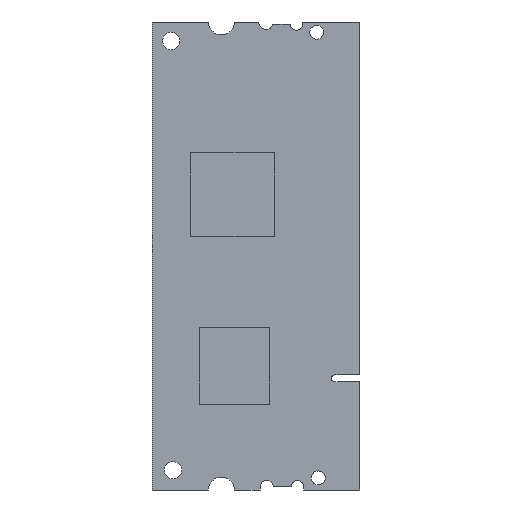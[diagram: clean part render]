
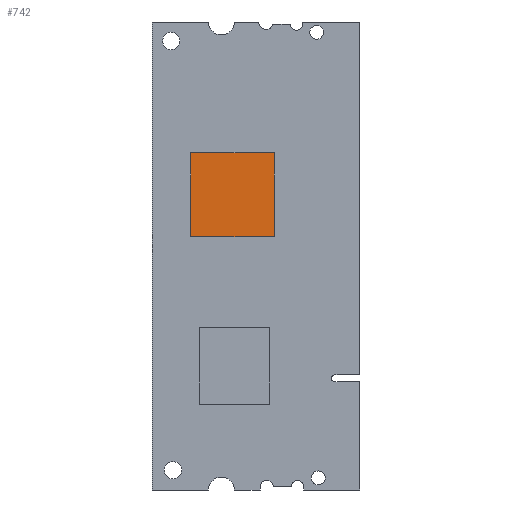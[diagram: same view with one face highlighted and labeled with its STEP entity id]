
A CAD part, left-side view. The second image highlights one B-rep face of the part: STEP entity #742.
In plain terms, the highlighted planar face has unit normal (-1, 0, 0).
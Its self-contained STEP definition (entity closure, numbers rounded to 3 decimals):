
#71=FACE_OUTER_BOUND('',#111,.T.);
#111=EDGE_LOOP('',(#532,#533,#534,#535));
#170=LINE('',#1078,#252);
#173=LINE('',#1084,#255);
#176=LINE('',#1090,#258);
#179=LINE('',#1094,#261);
#252=VECTOR('',#865,12.105);
#255=VECTOR('',#870,12.108);
#258=VECTOR('',#875,12.105);
#261=VECTOR('',#880,12.108);
#330=VERTEX_POINT('',#1075);
#331=VERTEX_POINT('',#1077);
#333=VERTEX_POINT('',#1083);
#335=VERTEX_POINT('',#1089);
#406=EDGE_CURVE('',#331,#330,#170,.T.);
#409=EDGE_CURVE('',#333,#331,#173,.T.);
#412=EDGE_CURVE('',#335,#333,#176,.T.);
#415=EDGE_CURVE('',#330,#335,#179,.T.);
#532=ORIENTED_EDGE('',*,*,#415,.T.);
#533=ORIENTED_EDGE('',*,*,#412,.T.);
#534=ORIENTED_EDGE('',*,*,#409,.T.);
#535=ORIENTED_EDGE('',*,*,#406,.T.);
#713=PLANE('',#784);
#742=ADVANCED_FACE('',(#71),#713,.T.);
#784=AXIS2_PLACEMENT_3D('',#1095,#881,#882);
#865=DIRECTION('',(0.,1.,0.));
#870=DIRECTION('',(0.,0.,1.));
#875=DIRECTION('',(0.,-1.,0.));
#880=DIRECTION('',(0.,0.,-1.));
#881=DIRECTION('center_axis',(-1.,0.,0.));
#882=DIRECTION('ref_axis',(0.,0.,1.));
#1075=CARTESIAN_POINT('',(-0.5,24.449,-18.892));
#1077=CARTESIAN_POINT('',(-0.5,12.344,-18.892));
#1078=CARTESIAN_POINT('',(-0.5,24.449,-18.892));
#1083=CARTESIAN_POINT('',(-0.5,12.344,-31.));
#1084=CARTESIAN_POINT('',(-0.5,12.344,-18.892));
#1089=CARTESIAN_POINT('',(-0.5,24.449,-31.));
#1090=CARTESIAN_POINT('',(-0.5,12.344,-31.));
#1094=CARTESIAN_POINT('',(-0.5,24.449,-31.));
#1095=CARTESIAN_POINT('Origin',(-0.5,18.397,-24.946));
